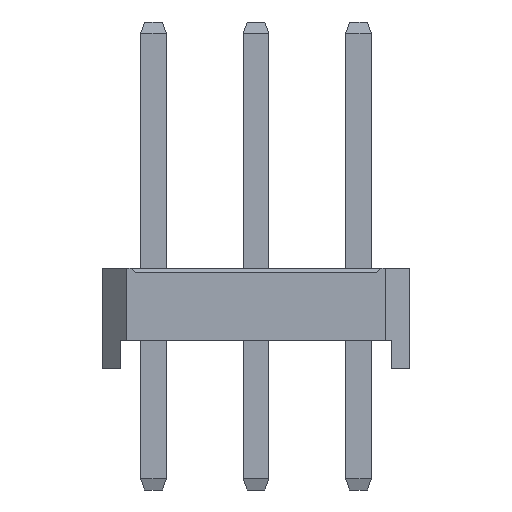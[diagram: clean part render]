
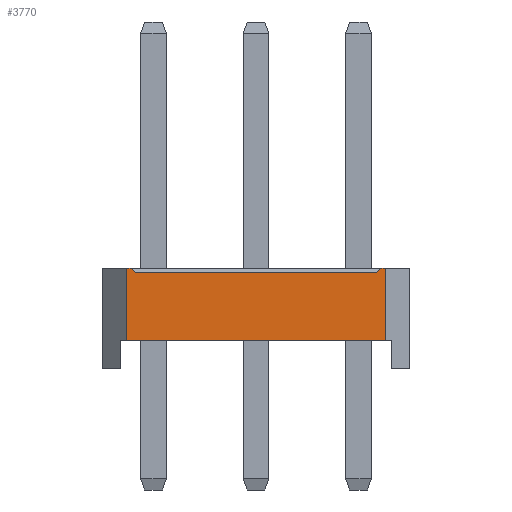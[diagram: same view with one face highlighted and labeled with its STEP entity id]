
A CAD part, left-side view. The second image highlights one B-rep face of the part: STEP entity #3770.
In plain terms, the highlighted planar face has unit normal (-1, 0, 0).
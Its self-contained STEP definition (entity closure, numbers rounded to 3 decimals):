
#3770=ADVANCED_FACE('',(#14435),#14437,.T.);
#14435=FACE_BOUND('',#14436,.T.);
#14436=EDGE_LOOP('',(#22663,#22664,#22665,#22666,#22667,#22668,#22669,#22670));
#14437=PLANE('',#14438);
#14438=AXIS2_PLACEMENT_3D('',#14439,#14440,#14441);
#14439=CARTESIAN_POINT('',(-1.27,5.75,0.));
#14440=DIRECTION('',(-1.,0.,0.));
#14441=DIRECTION('',(0.,-1.,0.));
#22663=ORIENTED_EDGE('',*,*,#27708,.F.);
#22664=ORIENTED_EDGE('',*,*,#27709,.T.);
#22665=ORIENTED_EDGE('',*,*,#27710,.F.);
#22666=ORIENTED_EDGE('',*,*,#26537,.F.);
#22667=ORIENTED_EDGE('',*,*,#27711,.F.);
#22668=ORIENTED_EDGE('',*,*,#26158,.T.);
#22669=ORIENTED_EDGE('',*,*,#27707,.T.);
#22670=ORIENTED_EDGE('',*,*,#26541,.F.);
#26158=EDGE_CURVE('',#29096,#29094,#29097,.T.);
#26537=EDGE_CURVE('',#29852,#29854,#29855,.T.);
#26541=EDGE_CURVE('',#29860,#29862,#29863,.T.);
#27707=EDGE_CURVE('',#29094,#29862,#31781,.T.);
#27708=EDGE_CURVE('',#31782,#29860,#31783,.F.);
#27709=EDGE_CURVE('',#31782,#31784,#31785,.T.);
#27710=EDGE_CURVE('',#29854,#31784,#31786,.F.);
#27711=EDGE_CURVE('',#29096,#29852,#31787,.T.);
#29094=VERTEX_POINT('',#33844);
#29096=VERTEX_POINT('',#33848);
#29097=LINE('',#33849,#33850);
#29852=VERTEX_POINT('',#35360);
#29854=VERTEX_POINT('',#35364);
#29855=LINE('',#35365,#35366);
#29860=VERTEX_POINT('',#35376);
#29862=VERTEX_POINT('',#35380);
#29863=LINE('',#35381,#35382);
#31781=LINE('',#39631,#39632);
#31782=VERTEX_POINT('',#39634);
#31783=LINE('',#39635,#39636);
#31784=VERTEX_POINT('',#39638);
#31785=LINE('',#39639,#39640);
#31786=LINE('',#39642,#39643);
#31787=LINE('',#39645,#39646);
#33844=CARTESIAN_POINT('',(-1.27,-0.67,0.7));
#33848=CARTESIAN_POINT('',(-1.27,5.75,0.7));
#33849=CARTESIAN_POINT('',(-1.27,5.75,0.7));
#33850=VECTOR('',#33851,1.);
#33851=DIRECTION('',(0.,-1.,0.));
#35360=CARTESIAN_POINT('',(-1.27,5.75,2.5));
#35364=CARTESIAN_POINT('',(-1.27,5.63,2.5));
#35365=CARTESIAN_POINT('',(-1.27,5.75,2.5));
#35366=VECTOR('',#35367,1.);
#35367=DIRECTION('',(0.,-1.,0.));
#35376=CARTESIAN_POINT('',(-1.27,-0.55,2.5));
#35380=CARTESIAN_POINT('',(-1.27,-0.67,2.5));
#35381=CARTESIAN_POINT('',(-1.27,-0.55,2.5));
#35382=VECTOR('',#35383,1.);
#35383=DIRECTION('',(0.,-1.,0.));
#39631=CARTESIAN_POINT('',(-1.27,-0.67,0.7));
#39632=VECTOR('',#39633,1.);
#39633=DIRECTION('',(0.,0.,1.));
#39634=CARTESIAN_POINT('',(-1.27,-0.45,2.4));
#39635=CARTESIAN_POINT('',(-1.27,-0.55,2.5));
#39636=VECTOR('',#39637,1.);
#39637=DIRECTION('',(0.,0.707,-0.707));
#39638=CARTESIAN_POINT('',(-1.27,5.53,2.4));
#39639=CARTESIAN_POINT('',(-1.27,-0.45,2.4));
#39640=VECTOR('',#39641,1.);
#39641=DIRECTION('',(0.,1.,0.));
#39642=CARTESIAN_POINT('',(-1.27,5.53,2.4));
#39643=VECTOR('',#39644,1.);
#39644=DIRECTION('',(0.,0.707,0.707));
#39645=CARTESIAN_POINT('',(-1.27,5.75,0.7));
#39646=VECTOR('',#39647,1.);
#39647=DIRECTION('',(0.,0.,1.));
